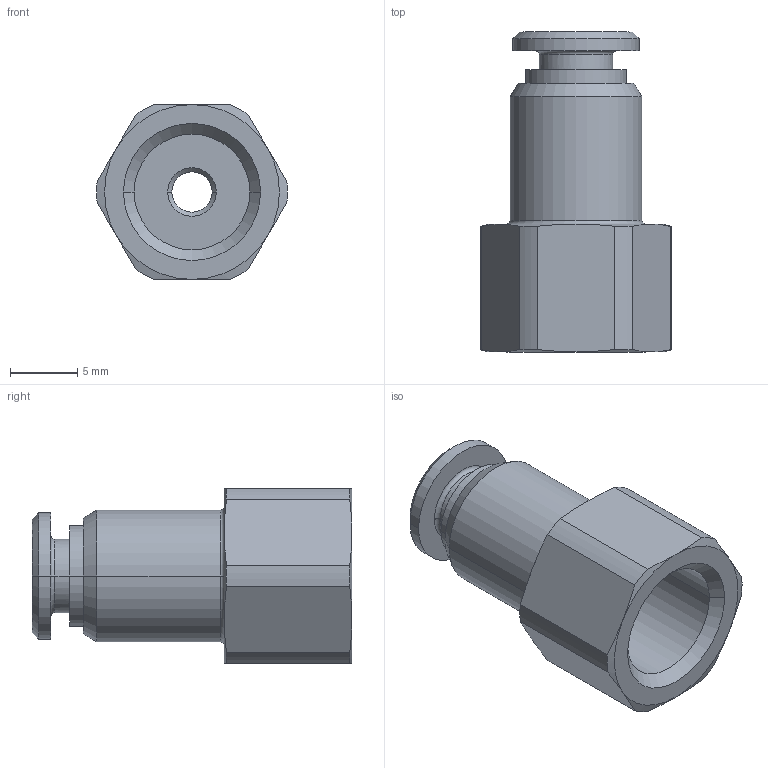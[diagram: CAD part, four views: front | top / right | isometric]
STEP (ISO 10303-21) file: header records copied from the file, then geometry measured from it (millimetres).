
FILE_DESCRIPTION((''),'2;1');
FILE_NAME('mxm.13.04.18',(''),('sopra-pneumatic'),'PRO/ENGINEER BY PARAMETRIC TECHNOLOGY CORPORATION, 2015110','PRO/ENGINEER BY PARAMETRIC TECHNOLOGY CORPORATION, 2015110','');
FILE_SCHEMA(('CONFIG_CONTROL_DESIGN'));
Length unit declared in the file: millimetre
Products named in the file (1): 380706B_946X4-4FF-1-8
Bounding box: 14.19 x 23.8 x 13 mm (x, y, z)
Volume: 1630.4 mm3; surface area: 1643 mm2
Topology: 1 solids, 1 shells, 77 faces, 176 edges, 106 vertices
Faces by surface type: cone 28, cylinder 24, plane 19, torus 6
Entity records: 2254 total; most frequent: CARTESIAN_POINT 453, DIRECTION 390, ORIENTED_EDGE 352, EDGE_CURVE 176, AXIS2_PLACEMENT_3D 165, VERTEX_POINT 106, EDGE_LOOP 88, CIRCLE 88
